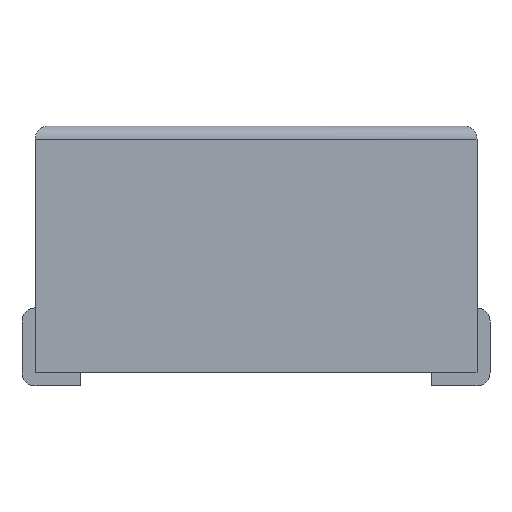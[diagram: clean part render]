
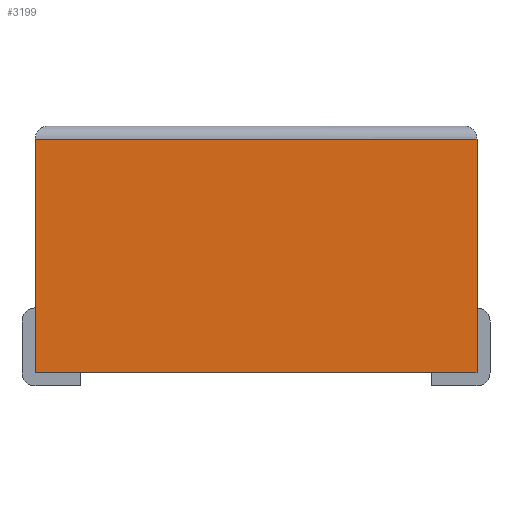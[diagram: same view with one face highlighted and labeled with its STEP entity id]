
A CAD part, left-side view. The second image highlights one B-rep face of the part: STEP entity #3199.
In plain terms, the highlighted planar face has unit normal (-1, 0, 0).
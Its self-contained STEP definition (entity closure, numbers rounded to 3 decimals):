
#361 = VECTOR ( 'NONE', #1361, 1000. ) ;
#384 = EDGE_CURVE ( 'NONE', #1932, #2429, #3443, .T. ) ;
#517 = PLANE ( 'NONE',  #3348 ) ;
#615 = CARTESIAN_POINT ( 'NONE',  ( -1.7, 0.1, 0.1 ) ) ;
#630 = CARTESIAN_POINT ( 'NONE',  ( -1.7, 3.5, 0.1 ) ) ;
#654 = FACE_OUTER_BOUND ( 'NONE', #1983, .T. ) ;
#1015 = ORIENTED_EDGE ( 'NONE', *, *, #1469, .T. ) ;
#1067 = DIRECTION ( 'NONE',  ( 0., -1., 0. ) ) ;
#1313 = DIRECTION ( 'NONE',  ( 0., 1., 0. ) ) ;
#1350 = LINE ( 'NONE', #1896, #2057 ) ;
#1361 = DIRECTION ( 'NONE',  ( 0., 0., 1. ) ) ;
#1469 = EDGE_CURVE ( 'NONE', #1771, #1932, #1633, .T. ) ;
#1510 = VERTEX_POINT ( 'NONE', #630 ) ;
#1633 = LINE ( 'NONE', #615, #361 ) ;
#1771 = VERTEX_POINT ( 'NONE', #2678 ) ;
#1775 = EDGE_CURVE ( 'NONE', #1510, #1771, #1350, .T. ) ;
#1863 = EDGE_CURVE ( 'NONE', #2429, #1510, #1982, .T. ) ;
#1896 = CARTESIAN_POINT ( 'NONE',  ( -1.7, 1.8, 0.1 ) ) ;
#1932 = VERTEX_POINT ( 'NONE', #2002 ) ;
#1982 = LINE ( 'NONE', #2995, #2158 ) ;
#1983 = EDGE_LOOP ( 'NONE', ( #2151, #1015, #3271, #2003 ) ) ;
#2002 = CARTESIAN_POINT ( 'NONE',  ( -1.7, 0.1, 1.9 ) ) ;
#2003 = ORIENTED_EDGE ( 'NONE', *, *, #1863, .T. ) ;
#2057 = VECTOR ( 'NONE', #1067, 1000. ) ;
#2151 = ORIENTED_EDGE ( 'NONE', *, *, #1775, .T. ) ;
#2158 = VECTOR ( 'NONE', #3270, 1000. ) ;
#2354 = DIRECTION ( 'NONE',  ( -1., 0., 0. ) ) ;
#2429 = VERTEX_POINT ( 'NONE', #2980 ) ;
#2678 = CARTESIAN_POINT ( 'NONE',  ( -1.7, 0.1, 0.1 ) ) ;
#2867 = CARTESIAN_POINT ( 'NONE',  ( -1.7, 1.8, 0.1 ) ) ;
#2885 = DIRECTION ( 'NONE',  ( 0., 0., 1. ) ) ;
#2980 = CARTESIAN_POINT ( 'NONE',  ( -1.7, 3.5, 1.9 ) ) ;
#2995 = CARTESIAN_POINT ( 'NONE',  ( -1.7, 3.5, 0.1 ) ) ;
#3199 = ADVANCED_FACE ( 'NONE', ( #654 ), #517, .T. ) ;
#3265 = VECTOR ( 'NONE', #1313, 1000. ) ;
#3270 = DIRECTION ( 'NONE',  ( 0., 0., -1. ) ) ;
#3271 = ORIENTED_EDGE ( 'NONE', *, *, #384, .T. ) ;
#3348 = AXIS2_PLACEMENT_3D ( 'NONE', #2867, #2354, #2885 ) ;
#3420 = CARTESIAN_POINT ( 'NONE',  ( -1.7, 1.8, 1.9 ) ) ;
#3443 = LINE ( 'NONE', #3420, #3265 ) ;
